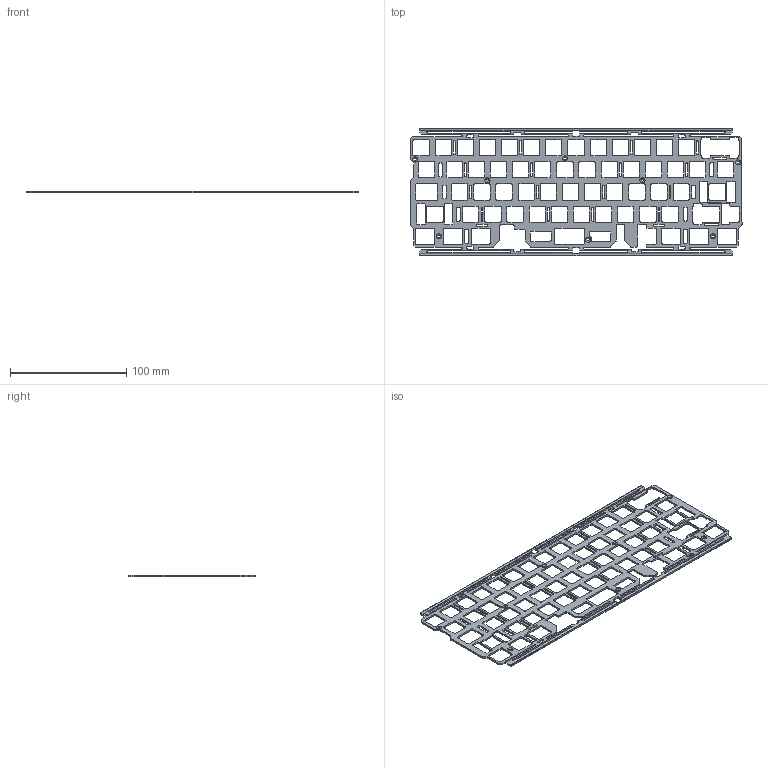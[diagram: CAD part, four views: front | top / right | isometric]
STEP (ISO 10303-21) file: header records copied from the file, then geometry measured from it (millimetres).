
FILE_DESCRIPTION(/* description */ (''),/* implementation_level */ '2;1');
FILE_NAME(/* name */ 'F2-60_VENOM_HE_625U_7U.step',/* time_stamp */ '2026-01-26T22:32:15+09:00',/* author */ (''),/* organization */ (''),/* preprocessor_version */ 'ST-DEVELOPER v20.1',/* originating_system */ 'Autodesk Translation Framework v14.21.0.0',/* authorisation */ '');
FILE_SCHEMA (('AUTOMOTIVE_DESIGN { 1 0 10303 214 3 1 1 }'));
Length unit declared in the file: millimetre
Products named in the file (1): F2-60_VENOM_HE_625U_7U_EDIT
Bounding box: 285.7 x 109.9 x 1.5 mm (x, y, z)
Volume: 20501.7 mm3; surface area: 39725.4 mm2
Topology: 1 solids, 1 shells, 1107 faces, 3319 edges, 2210 vertices
Faces by surface type: cylinder 556, plane 539, cone 8, bspline 4
Full cylindrical faces by diameter (mm): 2.4 x8
Entity records: 38257 total; most frequent: CARTESIAN_POINT 6843, ORIENTED_EDGE 6638, DIRECTION 6608, EDGE_CURVE 3319, AXIS2_PLACEMENT_3D 2217, VERTEX_POINT 2210, LINE 2174, VECTOR 2174
